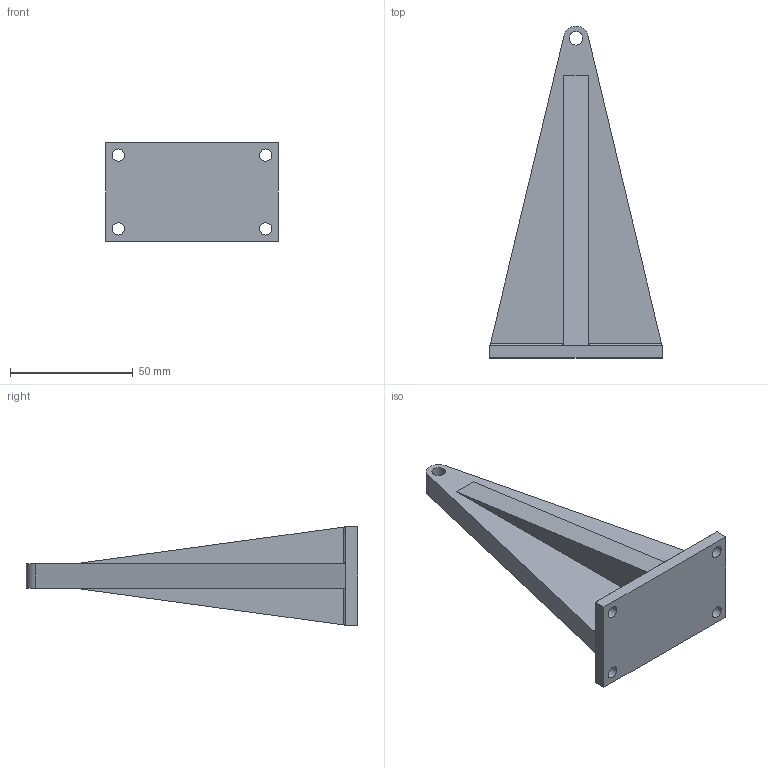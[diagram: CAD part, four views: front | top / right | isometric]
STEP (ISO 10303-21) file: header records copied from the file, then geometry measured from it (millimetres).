
FILE_DESCRIPTION(/* description */ (''),/* implementation_level */ '2;1');
FILE_NAME(/* name */ 'Toweript.stp',/* time_stamp */ '2025-11-28T00:05:25+01:00',/* author */ ('juras'),/* organization */ (''),/* preprocessor_version */ 'ST-DEVELOPER v20',/* originating_system */ 'Autodesk Inventor 2025',/* authorisation */ '');
FILE_SCHEMA (('AUTOMOTIVE_DESIGN { 1 0 10303 214 3 1 1 }'));
Length unit declared in the file: millimetre
Products named in the file (1): Toweript
Bounding box: 70 x 135 x 40 mm (x, y, z)
Volume: 80477.5 mm3; surface area: 22067.6 mm2
Topology: 1 solids, 1 shells, 37 faces, 101 edges, 68 vertices
Faces by surface type: plane 19, cylinder 18
Full cylindrical faces by diameter (mm): 5 x4, 5.5 x1
Entity records: 1313 total; most frequent: CARTESIAN_POINT 251, ORIENTED_EDGE 202, DIRECTION 193, EDGE_CURVE 101, VERTEX_POINT 66, AXIS2_PLACEMENT_3D 66, LINE 61, VECTOR 61
